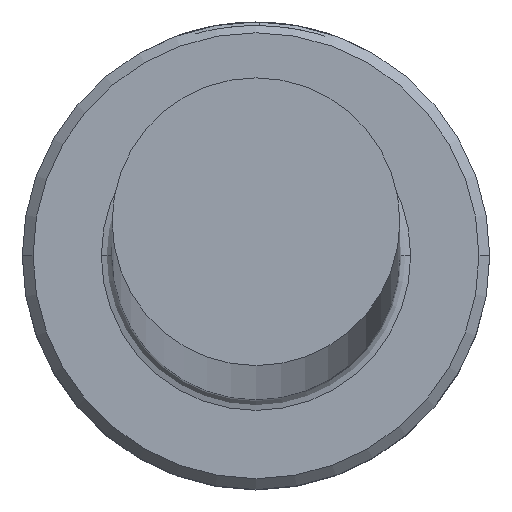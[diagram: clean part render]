
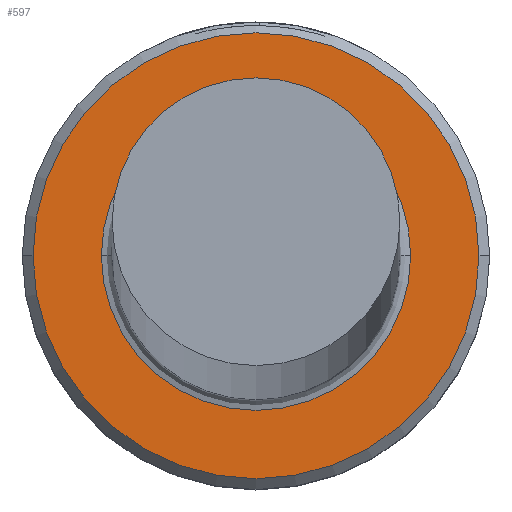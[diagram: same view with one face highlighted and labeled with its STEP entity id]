
A CAD part, top view. The second image highlights one B-rep face of the part: STEP entity #597.
In plain terms, the highlighted planar face has unit normal (0, 0, 1).
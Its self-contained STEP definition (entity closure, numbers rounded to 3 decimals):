
#20 = CARTESIAN_POINT ( 'NONE',  ( -6.2, 0., 8. ) ) ;
#28 = ORIENTED_EDGE ( 'NONE', *, *, #1138, .T. ) ;
#40 = DIRECTION ( 'NONE',  ( 1., 0., 0. ) ) ;
#119 = AXIS2_PLACEMENT_3D ( 'NONE', #392, #1146, #40 ) ;
#136 = AXIS2_PLACEMENT_3D ( 'NONE', #1002, #449, #1090 ) ;
#185 = VERTEX_POINT ( 'NONE', #420 ) ;
#196 = CIRCLE ( 'NONE', #367, 4.3 ) ;
#206 = EDGE_CURVE ( 'NONE', #185, #803, #212, .T. ) ;
#212 = CIRCLE ( 'NONE', #119, 6.2 ) ;
#227 = EDGE_CURVE ( 'NONE', #667, #698, #196, .T. ) ;
#277 = DIRECTION ( 'NONE',  ( 0., 0., 1. ) ) ;
#325 = DIRECTION ( 'NONE',  ( -1., 0., 0. ) ) ;
#326 = FACE_BOUND ( 'NONE', #695, .T. ) ;
#359 = EDGE_LOOP ( 'NONE', ( #1122, #681 ) ) ;
#367 = AXIS2_PLACEMENT_3D ( 'NONE', #759, #798, #325 ) ;
#390 = DIRECTION ( 'NONE',  ( 1., 0., 0. ) ) ;
#392 = CARTESIAN_POINT ( 'NONE',  ( 0., 0., 8. ) ) ;
#396 = FACE_OUTER_BOUND ( 'NONE', #359, .T. ) ;
#420 = CARTESIAN_POINT ( 'NONE',  ( 6.2, 0., 8. ) ) ;
#434 = CIRCLE ( 'NONE', #702, 6.2 ) ;
#449 = DIRECTION ( 'NONE',  ( 0., 0., -1. ) ) ;
#481 = CIRCLE ( 'NONE', #136, 4.3 ) ;
#563 = CARTESIAN_POINT ( 'NONE',  ( -4.3, 0., 8. ) ) ;
#597 = ADVANCED_FACE ( 'NONE', ( #396, #326 ), #1192, .T. ) ;
#658 = CARTESIAN_POINT ( 'NONE',  ( 4.3, 0., 8. ) ) ;
#659 = CARTESIAN_POINT ( 'NONE',  ( 0., 0., 8. ) ) ;
#667 = VERTEX_POINT ( 'NONE', #563 ) ;
#681 = ORIENTED_EDGE ( 'NONE', *, *, #206, .T. ) ;
#682 = AXIS2_PLACEMENT_3D ( 'NONE', #659, #930, #390 ) ;
#695 = EDGE_LOOP ( 'NONE', ( #821, #28 ) ) ;
#698 = VERTEX_POINT ( 'NONE', #658 ) ;
#702 = AXIS2_PLACEMENT_3D ( 'NONE', #832, #277, #917 ) ;
#759 = CARTESIAN_POINT ( 'NONE',  ( 0., 0., 8. ) ) ;
#798 = DIRECTION ( 'NONE',  ( 0., 0., -1. ) ) ;
#803 = VERTEX_POINT ( 'NONE', #20 ) ;
#821 = ORIENTED_EDGE ( 'NONE', *, *, #227, .T. ) ;
#832 = CARTESIAN_POINT ( 'NONE',  ( 0., 0., 8. ) ) ;
#907 = EDGE_CURVE ( 'NONE', #803, #185, #434, .T. ) ;
#917 = DIRECTION ( 'NONE',  ( 1., 0., 0. ) ) ;
#930 = DIRECTION ( 'NONE',  ( 0., 0., 1. ) ) ;
#1002 = CARTESIAN_POINT ( 'NONE',  ( 0., 0., 8. ) ) ;
#1090 = DIRECTION ( 'NONE',  ( -1., 0., 0. ) ) ;
#1122 = ORIENTED_EDGE ( 'NONE', *, *, #907, .T. ) ;
#1138 = EDGE_CURVE ( 'NONE', #698, #667, #481, .T. ) ;
#1146 = DIRECTION ( 'NONE',  ( 0., 0., 1. ) ) ;
#1192 = PLANE ( 'NONE',  #682 ) ;
